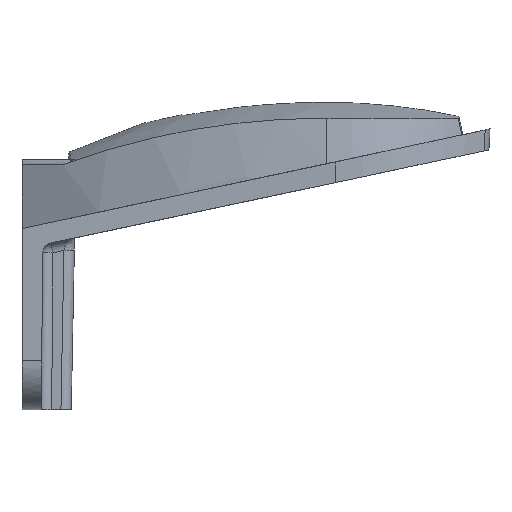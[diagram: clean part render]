
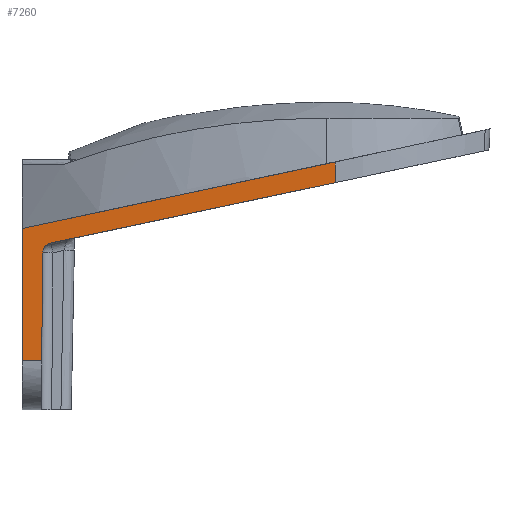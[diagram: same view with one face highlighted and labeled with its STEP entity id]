
A CAD part, front view. The second image highlights one B-rep face of the part: STEP entity #7260.
In plain terms, the highlighted planar face has unit normal (0.011, -0.999, -0.052).
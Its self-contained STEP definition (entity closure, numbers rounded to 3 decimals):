
#222 = CARTESIAN_POINT ( 'NONE',  ( 1.563, -36.841, -16.235 ) ) ;
#293 = DIRECTION ( 'NONE',  ( 1., 0.011, 0. ) ) ;
#354 = EDGE_CURVE ( 'NONE', #3121, #2726, #1106, .T. ) ;
#950 = VERTEX_POINT ( 'NONE', #2570 ) ;
#1035 = CARTESIAN_POINT ( 'NONE',  ( 35.845, -36.79, -9.915 ) ) ;
#1060 = DIRECTION ( 'NONE',  ( 0.978, 0., 0.208 ) ) ;
#1106 = LINE ( 'NONE', #1035, #6049 ) ;
#1187 = EDGE_CURVE ( 'NONE', #2726, #950, #3495, .T. ) ;
#1711 = LINE ( 'NONE', #2804, #3142 ) ;
#1834 = CARTESIAN_POINT ( 'NONE',  ( -55.066, -35.62, -51.571 ) ) ;
#1885 = CARTESIAN_POINT ( 'NONE',  ( -58.871, -37., -26.048 ) ) ;
#2240 = ORIENTED_EDGE ( 'NONE', *, *, #6593, .T. ) ;
#2243 = CARTESIAN_POINT ( 'NONE',  ( 35.031, -37., -6.088 ) ) ;
#2380 = LINE ( 'NONE', #5681, #7515 ) ;
#2403 = CARTESIAN_POINT ( 'NONE',  ( -54.257, -36.79, -29.067 ) ) ;
#2428 = LINE ( 'NONE', #4034, #6107 ) ;
#2464 = ORIENTED_EDGE ( 'NONE', *, *, #5129, .T. ) ;
#2570 = CARTESIAN_POINT ( 'NONE',  ( 1.565, -37., -13.202 ) ) ;
#2685 = DIRECTION ( 'NONE',  ( 0.001, -0.052, 0.999 ) ) ;
#2726 = VERTEX_POINT ( 'NONE', #6761 ) ;
#2804 = CARTESIAN_POINT ( 'NONE',  ( -58.871, -36.944, -27.125 ) ) ;
#2998 = CARTESIAN_POINT ( 'NONE',  ( -54.885, -36.706, -30.803 ) ) ;
#3024 = CARTESIAN_POINT ( 'NONE',  ( -54.885, -36.706, -30.803 ) ) ;
#3121 = VERTEX_POINT ( 'NONE', #6104 ) ;
#3142 = VECTOR ( 'NONE', #5091, 1000. ) ;
#3393 = VECTOR ( 'NONE', #293, 1000. ) ;
#3464 = CARTESIAN_POINT ( 'NONE',  ( -55.143, -35.621, -51.571 ) ) ;
#3495 = LINE ( 'NONE', #222, #7083 ) ;
#3528 = ORIENTED_EDGE ( 'NONE', *, *, #7532, .T. ) ;
#3724 = DIRECTION ( 'NONE',  ( 0.009, -0.052, 0.999 ) ) ;
#3797 = ORIENTED_EDGE ( 'NONE', *, *, #354, .T. ) ;
#4034 = CARTESIAN_POINT ( 'NONE',  ( 2.752, -37., -12.949 ) ) ;
#4264 =( BOUNDED_CURVE ( )  B_SPLINE_CURVE ( 3, ( #2998, #5505, #2403, #6069 ),
 .UNSPECIFIED., .F., .F. ) 
 B_SPLINE_CURVE_WITH_KNOTS ( ( 4, 4 ),
 ( 4.931, 6.283 ),
 .UNSPECIFIED. ) 
 CURVE ( )  GEOMETRIC_REPRESENTATION_ITEM ( )  RATIONAL_B_SPLINE_CURVE ( ( 1., 0.853, 0.853, 1. ) ) 
 REPRESENTATION_ITEM ( '' )  );
#4453 = LINE ( 'NONE', #3464, #3393 ) ;
#4674 = DIRECTION ( 'NONE',  ( -0.978, 0., -0.208 ) ) ;
#4714 = AXIS2_PLACEMENT_3D ( 'NONE', #2243, #5263, #5897 ) ;
#5056 = VERTEX_POINT ( 'NONE', #7078 ) ;
#5091 = DIRECTION ( 'NONE',  ( 0., 0.052, -0.999 ) ) ;
#5104 = EDGE_CURVE ( 'NONE', #5056, #5734, #4453, .T. ) ;
#5129 = EDGE_CURVE ( 'NONE', #950, #5839, #2428, .T. ) ;
#5139 = ORIENTED_EDGE ( 'NONE', *, *, #6164, .T. ) ;
#5263 = DIRECTION ( 'NONE',  ( 0.011, -0.999, -0.052 ) ) ;
#5505 = CARTESIAN_POINT ( 'NONE',  ( -54.876, -36.758, -29.825 ) ) ;
#5681 = CARTESIAN_POINT ( 'NONE',  ( -54.663, -38.037, -5.36 ) ) ;
#5734 = VERTEX_POINT ( 'NONE', #1834 ) ;
#5839 = VERTEX_POINT ( 'NONE', #1885 ) ;
#5878 = ORIENTED_EDGE ( 'NONE', *, *, #1187, .T. ) ;
#5897 = DIRECTION ( 'NONE',  ( 0., 0.052, -0.999 ) ) ;
#6049 = VECTOR ( 'NONE', #1060, 1000. ) ;
#6069 = CARTESIAN_POINT ( 'NONE',  ( -53.301, -36.79, -28.864 ) ) ;
#6104 = CARTESIAN_POINT ( 'NONE',  ( -53.301, -36.79, -28.864 ) ) ;
#6107 = VECTOR ( 'NONE', #4674, 1000. ) ;
#6164 = EDGE_CURVE ( 'NONE', #5839, #5056, #1711, .T. ) ;
#6416 = FACE_OUTER_BOUND ( 'NONE', #7811, .T. ) ;
#6593 = EDGE_CURVE ( 'NONE', #5734, #7502, #2380, .T. ) ;
#6761 = CARTESIAN_POINT ( 'NONE',  ( 1.563, -36.79, -17.202 ) ) ;
#6848 = ORIENTED_EDGE ( 'NONE', *, *, #5104, .T. ) ;
#7078 = CARTESIAN_POINT ( 'NONE',  ( -58.871, -35.662, -51.571 ) ) ;
#7083 = VECTOR ( 'NONE', #2685, 1000. ) ;
#7260 = ADVANCED_FACE ( 'NONE', ( #6416 ), #7873, .T. ) ;
#7502 = VERTEX_POINT ( 'NONE', #3024 ) ;
#7515 = VECTOR ( 'NONE', #3724, 1000. ) ;
#7532 = EDGE_CURVE ( 'NONE', #7502, #3121, #4264, .T. ) ;
#7811 = EDGE_LOOP ( 'NONE', ( #5139, #6848, #2240, #3528, #3797, #5878, #2464 ) ) ;
#7873 = PLANE ( 'NONE',  #4714 ) ;
